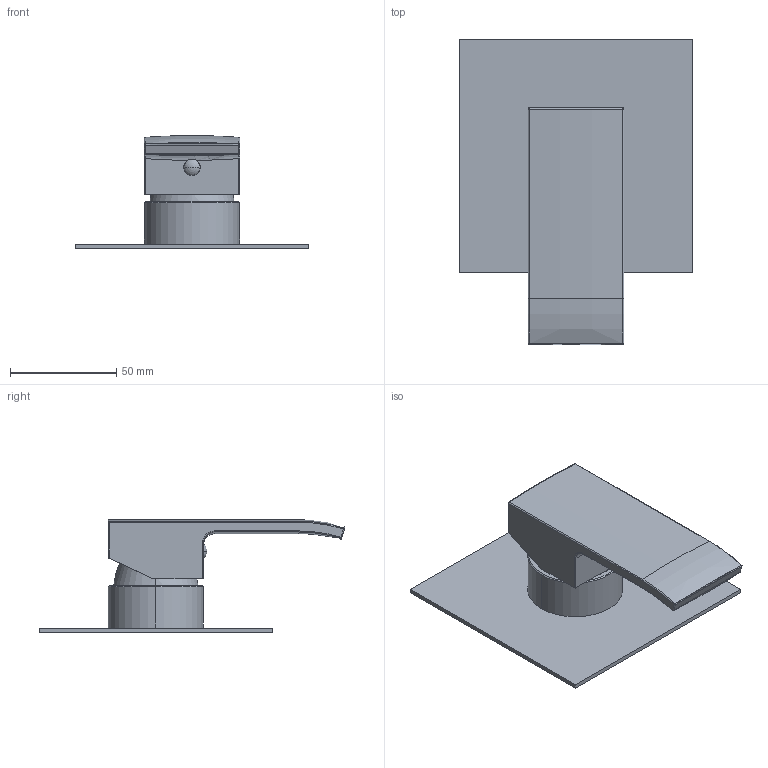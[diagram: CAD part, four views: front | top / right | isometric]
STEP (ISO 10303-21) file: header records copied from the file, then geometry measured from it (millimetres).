
FILE_DESCRIPTION((''),'2;1');
FILE_NAME('EL010CRM','2021-01-13T16:29:12',('ut3'),('PAFFONI SpA'),'CREO PARAMETRIC BY PTC INC, 2020044','CREO PARAMETRIC BY PTC INC, 2020044','');
FILE_SCHEMA(('CONFIG_CONTROL_DESIGN','SHAPE_APPEARANCE_LAYERS_GROUPS'));
Length unit declared in the file: millimetre
Products named in the file (1): EL010CRM
Bounding box: 110 x 144.05 x 53.01 mm (x, y, z)
Volume: 102825.5 mm3; surface area: 47601.4 mm2
Topology: 1 solids, 1 shells, 132 faces, 308 edges, 183 vertices
Faces by surface type: cylinder 50, plane 42, bspline 13, sphere 12, cone 8, torus 7
Entity records: 5660 total; most frequent: CARTESIAN_POINT 1747, ORIENTED_EDGE 612, DIRECTION 603, EDGE_CURVE 306, AXIS2_PLACEMENT_3D 230, VERTEX_POINT 183, VECTOR 143, LINE 143
